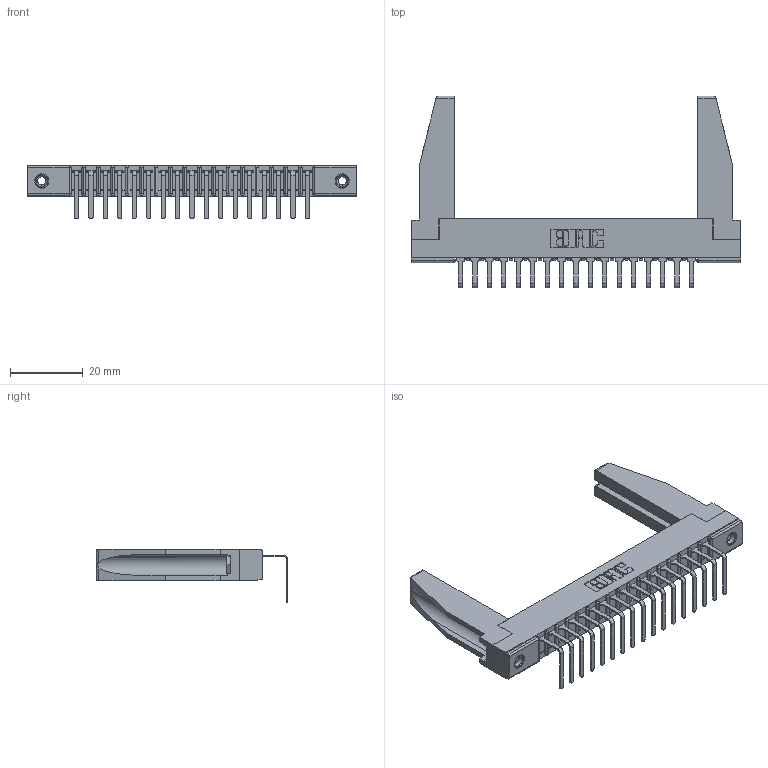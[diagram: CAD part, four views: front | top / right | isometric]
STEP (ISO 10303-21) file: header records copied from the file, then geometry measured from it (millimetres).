
FILE_DESCRIPTION (( 'STEP AP203' ), '1' );
FILE_NAME ('307-017-558-178.STEP', '2019-09-04T12:57:56', ( '' ), ( '' ), 'SwSTEP 2.0', 'SolidWorks 2016', '' );
FILE_SCHEMA (( 'CONFIG_CONTROL_DESIGN' ));
Length unit declared in the file: inch
Products named in the file (5): 307-017-558-178; 307 Part_.156 Dia Mounting Holes; 307-290-001_558 - 2 (Single); 345-250-001_345-250-001-102; 307-220-078
Assembly tree (22 placements, depth 2):
  307-017-558-178
    307 Part_.156 Dia Mounting Holes
    307-290-001_558 - 2 (Single)  x17
    307-220-078  x2
    345-250-001_345-250-001-102  x2
Bounding box: 90.37 x 52.67 x 14.81 mm (x, y, z)
Volume: 9788.7 mm3; surface area: 13092.7 mm2
Topology: 22 solids, 22 shells, 1286 faces, 3611 edges, 2326 vertices
Faces by surface type: plane 817, cylinder 417, sphere 36, cone 12, torus 4
Entity records: 20199 total; most frequent: CARTESIAN_POINT 3394, ORIENTED_EDGE 3336, DIRECTION 3272, EDGE_CURVE 1668, LINE 1272, VECTOR 1272, VERTEX_POINT 1080, AXIS2_PLACEMENT_3D 1000
